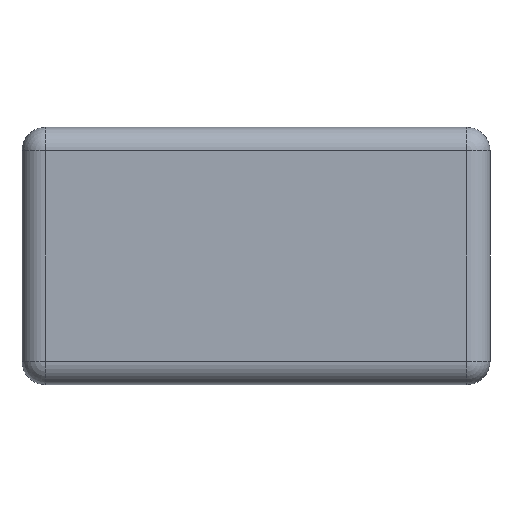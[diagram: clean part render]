
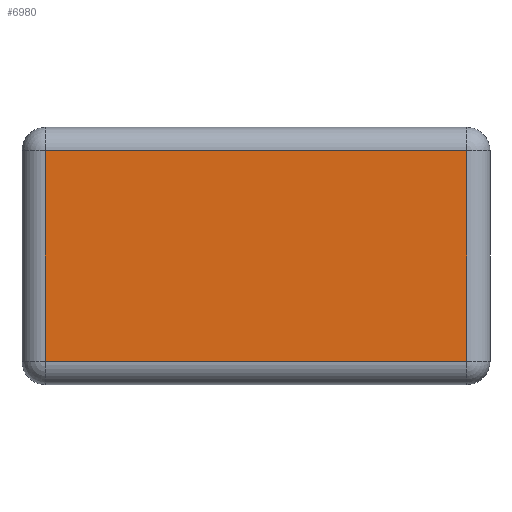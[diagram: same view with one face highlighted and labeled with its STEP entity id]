
A CAD part, front view. The second image highlights one B-rep face of the part: STEP entity #6980.
In plain terms, the highlighted planar face has unit normal (0, -1, 0).
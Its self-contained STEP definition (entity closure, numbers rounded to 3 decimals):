
#159 = FACE_OUTER_BOUND ( 'NONE', #4654, .T. ) ;
#1556 = AXIS2_PLACEMENT_3D ( 'NONE', #4637, #6243, #3674 ) ;
#1691 = VECTOR ( 'NONE', #6336, 1000. ) ;
#1700 = EDGE_CURVE ( 'NONE', #8827, #9707, #10594, .T. ) ;
#2708 = VERTEX_POINT ( 'NONE', #6617 ) ;
#3335 = ORIENTED_EDGE ( 'NONE', *, *, #5933, .T. ) ;
#3627 = CARTESIAN_POINT ( 'NONE',  ( -27., -8.5, -16.5 ) ) ;
#3674 = DIRECTION ( 'NONE',  ( 0., 0., -1. ) ) ;
#4190 = CARTESIAN_POINT ( 'NONE',  ( 27., -8.5, 16.5 ) ) ;
#4422 = LINE ( 'NONE', #4190, #10163 ) ;
#4567 = CARTESIAN_POINT ( 'NONE',  ( 30., -8.5, -13.5 ) ) ;
#4637 = CARTESIAN_POINT ( 'NONE',  ( 0., -8.5, 0. ) ) ;
#4654 = EDGE_LOOP ( 'NONE', ( #3335, #5586, #8613, #10224 ) ) ;
#4700 = LINE ( 'NONE', #3627, #9069 ) ;
#5061 = LINE ( 'NONE', #10406, #11166 ) ;
#5586 = ORIENTED_EDGE ( 'NONE', *, *, #1700, .T. ) ;
#5859 = EDGE_CURVE ( 'NONE', #9707, #2708, #4422, .T. ) ;
#5927 = VERTEX_POINT ( 'NONE', #10557 ) ;
#5933 = EDGE_CURVE ( 'NONE', #5927, #8827, #4700, .T. ) ;
#6243 = DIRECTION ( 'NONE',  ( 0., -1., 0. ) ) ;
#6336 = DIRECTION ( 'NONE',  ( 1., 0., 0. ) ) ;
#6363 = CARTESIAN_POINT ( 'NONE',  ( 27., -8.5, -13.5 ) ) ;
#6617 = CARTESIAN_POINT ( 'NONE',  ( 27., -8.5, 13.5 ) ) ;
#6980 = ADVANCED_FACE ( 'NONE', ( #159 ), #8883, .T. ) ;
#7575 = EDGE_CURVE ( 'NONE', #2708, #5927, #5061, .T. ) ;
#7750 = CARTESIAN_POINT ( 'NONE',  ( -27., -8.5, -13.5 ) ) ;
#7768 = DIRECTION ( 'NONE',  ( 0., 0., 1. ) ) ;
#8613 = ORIENTED_EDGE ( 'NONE', *, *, #5859, .T. ) ;
#8827 = VERTEX_POINT ( 'NONE', #7750 ) ;
#8837 = DIRECTION ( 'NONE',  ( 0., 0., -1. ) ) ;
#8883 = PLANE ( 'NONE',  #1556 ) ;
#9069 = VECTOR ( 'NONE', #8837, 1000. ) ;
#9707 = VERTEX_POINT ( 'NONE', #6363 ) ;
#10163 = VECTOR ( 'NONE', #7768, 1000. ) ;
#10224 = ORIENTED_EDGE ( 'NONE', *, *, #7575, .T. ) ;
#10406 = CARTESIAN_POINT ( 'NONE',  ( -30., -8.5, 13.5 ) ) ;
#10557 = CARTESIAN_POINT ( 'NONE',  ( -27., -8.5, 13.5 ) ) ;
#10594 = LINE ( 'NONE', #4567, #1691 ) ;
#11076 = DIRECTION ( 'NONE',  ( -1., 0., 0. ) ) ;
#11166 = VECTOR ( 'NONE', #11076, 1000. ) ;
